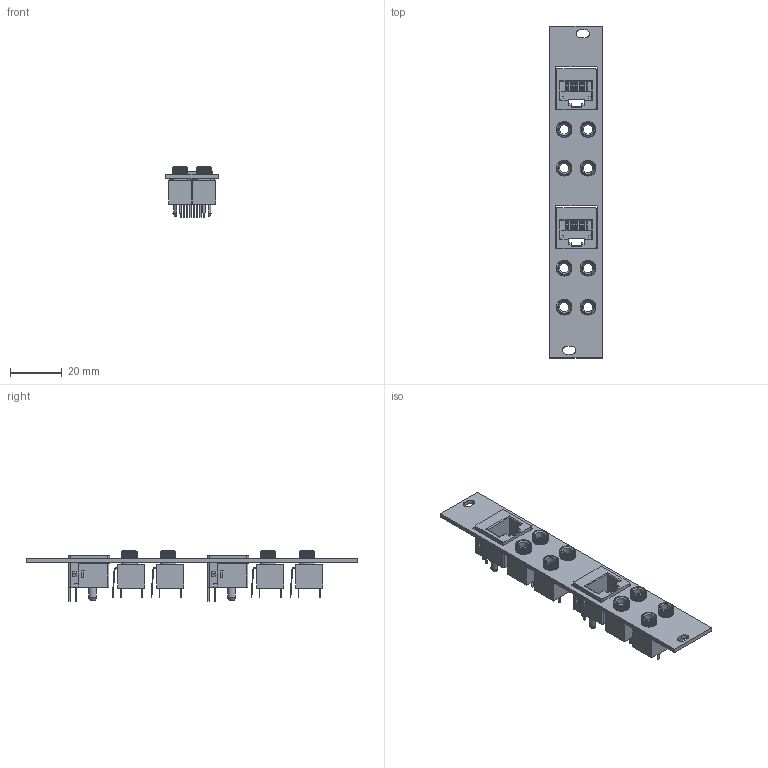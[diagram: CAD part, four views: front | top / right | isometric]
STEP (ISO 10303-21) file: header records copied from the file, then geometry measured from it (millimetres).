
FILE_DESCRIPTION(('KiCad electronic assembly'),'2;1');
FILE_NAME('Quadraphone_Breakout_Panel.step','2023-01-29T15:49:20',( 'Pcbnew'),('Kicad'),'Open CASCADE STEP processor 7.6', 'KiCad to STEP converter','Unknown');
FILE_SCHEMA(('AUTOMOTIVE_DESIGN { 1 0 10303 214 1 1 1 1 }'));
Length unit declared in the file: millimetre
Products named in the file (8): Quadraphone_Breakout_Panel 1; 428788506; COMPOUND; PJ301M-12 Thonkiconn v0.2; SOLID; Quadraphone_Breakout_Panel PCB
Assembly tree (15 placements, depth 3):
  Quadraphone_Breakout_Panel 1
    428788506  x2
      COMPOUND
    PJ301M-12 Thonkiconn v0.2  x8
      SOLID
      SOLID
      SOLID
    Quadraphone_Breakout_Panel PCB
Bounding box: 20.32 x 128.5 x 19.68 mm (x, y, z)
Volume: 9438 mm3; surface area: 17478.9 mm2
Topology: 31 solids, 31 shells, 1200 faces, 3246 edges, 2146 vertices
Faces by surface type: plane 1024, cylinder 140, cone 20, bspline 16
Full cylindrical faces by diameter (mm): 0.762 x4, 1.016 x4, 3.6 x8, 3.966 x8, 6 x8
Entity records: 33078 total; most frequent: CARTESIAN_POINT 8200, DIRECTION 4501, LINE 3310, VECTOR 3310, ORIENTED_EDGE 2406, PCURVE 2406, DEFINITIONAL_REPRESENTATION 2406, EDGE_CURVE 1203
